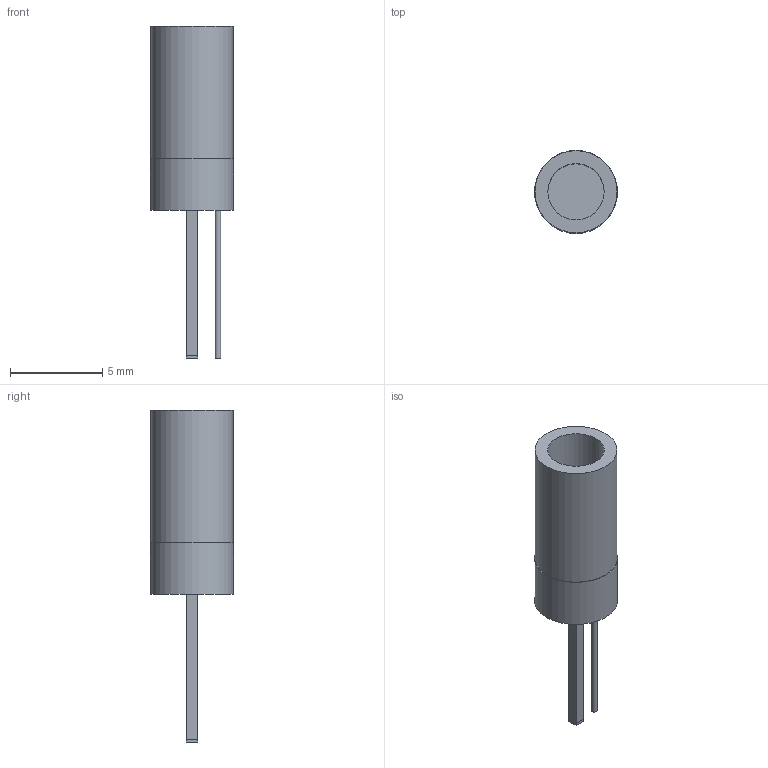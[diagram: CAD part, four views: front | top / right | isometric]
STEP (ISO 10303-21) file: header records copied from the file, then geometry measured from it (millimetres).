
FILE_DESCRIPTION(('FreeCAD Model'),'2;1');
FILE_NAME('Open CASCADE Shape Model','2025-08-24T06:53:26',(''),(''), 'Open CASCADE STEP processor 7.9','FreeCAD','Unknown');
FILE_SCHEMA(('AUTOMOTIVE_DESIGN { 1 0 10303 214 1 1 1 1 }'));
Length unit declared in the file: millimetre
Products named in the file (6): Unnamed; Pad; Pad002; Chamfer; Pad003; Pad004
Assembly tree (5 placements, depth 2):
  Unnamed
    Pad
    Pad002
    Chamfer
    Pad003
    Pad004
Bounding box: 4.5 x 4.5 x 18 mm (x, y, z)
Volume: 294.6 mm3; surface area: 617.7 mm2
Topology: 5 solids, 5 shells, 55 faces, 99 edges, 62 vertices
Faces by surface type: plane 46, cylinder 9
Full cylindrical faces by diameter (mm): 0.3 x2, 3.05 x1, 4.45 x1, 4.5 x5
Entity records: 1737 total; most frequent: DIRECTION 239, CARTESIAN_POINT 222, ORIENTED_EDGE 198, EDGE_CURVE 99, LINE 81, VECTOR 81, AXIS2_PLACEMENT_3D 79, FACE_BOUND 63
